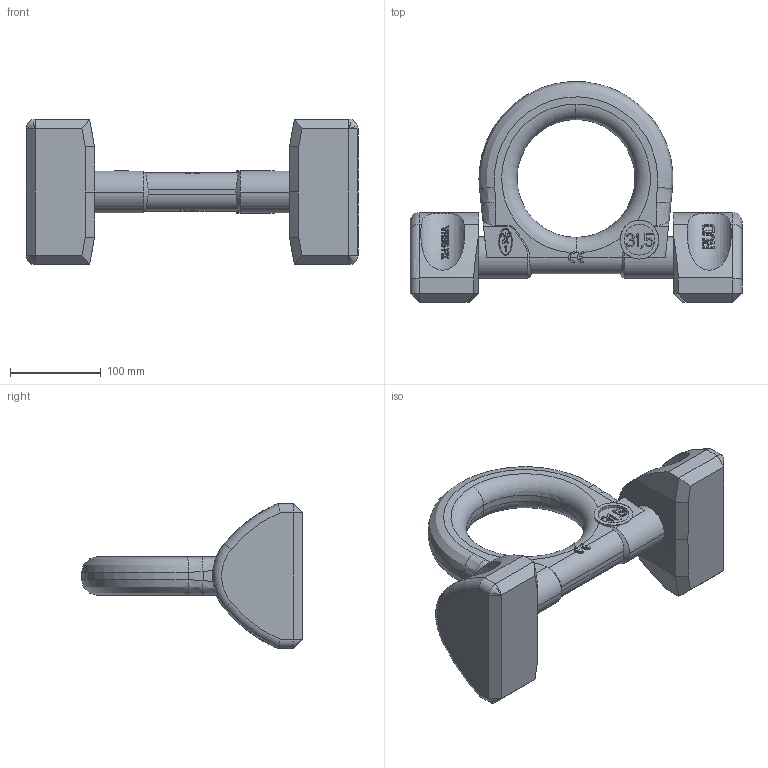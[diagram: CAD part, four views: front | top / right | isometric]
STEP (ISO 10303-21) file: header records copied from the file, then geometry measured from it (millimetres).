
FILE_DESCRIPTION((''),'2;1');
FILE_NAME('001-M33752-P1_ASM','2011-07-07T',('Marcel.Bux'),(''),'PRO/ENGINEER BY PARAMETRIC TECHNOLOGY CORPORATION, 2010140','PRO/ENGINEER BY PARAMETRIC TECHNOLOGY CORPORATION, 2010140','');
FILE_SCHEMA(('CONFIG_CONTROL_DESIGN'));
Length unit declared in the file: millimetre
Products named in the file (3): 001-M32188-P1; 001-M33752-P1; 001-M33752-P1_ASM
Assembly tree (3 placements, depth 2):
  001-M33752-P1_ASM
    001-M32188-P1
    001-M33752-P1  x2
Bounding box: 366 x 243.33 x 160 mm (x, y, z)
Volume: 2672624.6 mm3; surface area: 221796.7 mm2
Topology: 3 solids, 3 shells, 984 faces, 2753 edges, 1817 vertices
Faces by surface type: plane 805, torus 52, extrusion 52, cylinder 51, bspline 14, cone 10
Entity records: 26328 total; most frequent: CARTESIAN_POINT 9040, ORIENTED_EDGE 3956, DIRECTION 2963, EDGE_CURVE 1978, VERTEX_POINT 1308, VECTOR 1235, LINE 1183, AXIS2_PLACEMENT_3D 864
